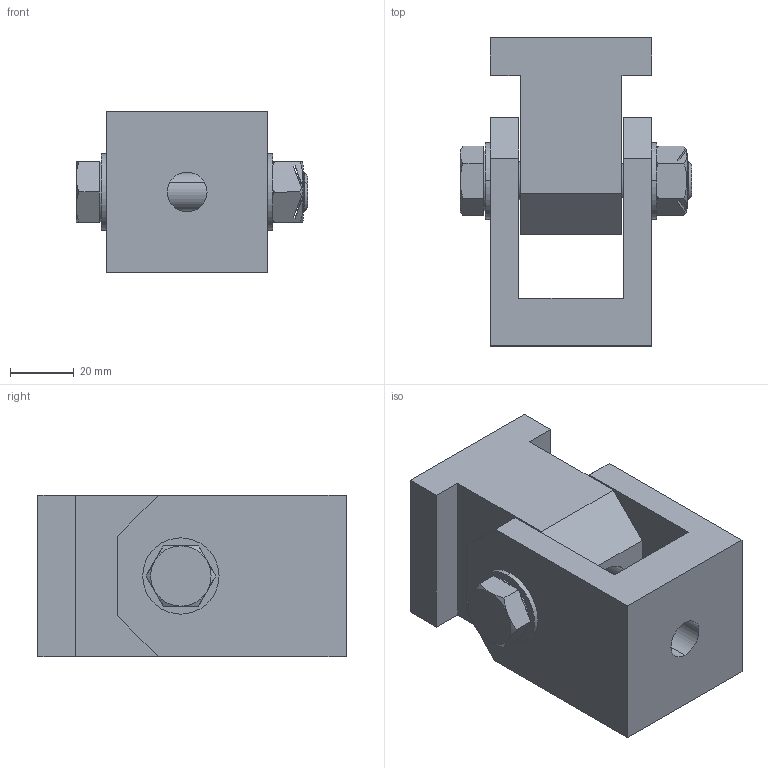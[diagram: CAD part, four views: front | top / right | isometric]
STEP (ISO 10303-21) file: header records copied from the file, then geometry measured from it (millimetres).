
FILE_DESCRIPTION (( 'STEP AP203' ), '1' );
FILE_NAME ('T57249.STEP', '2018-08-07T10:44:03', ( '' ), ( '' ), 'SwSTEP 2.0', 'SolidWorks 2016', '' );
FILE_SCHEMA (( 'CONFIG_CONTROL_DESIGN' ));
Length unit declared in the file: millimetre
Products named in the file (6): T57249; Hex Bolt_ISO 4016 - M12 x 65 x 30-WS; B Washer_Bright washer BS 4320 - M12 (Form B); TH1263; Binx Nut_M12 YELL; TH1264
Assembly tree (6 placements, depth 2):
  T57249
    TH1263
    TH1264
    Hex Bolt_ISO 4016 - M12 x 65 x 30-WS
    B Washer_Bright washer BS 4320 - M12 (Form B)  x2
    Binx Nut_M12 YELL
Bounding box: 72.95 x 97 x 50.8 mm (x, y, z)
Volume: 185433.4 mm3; surface area: 47098.2 mm2
Topology: 6 solids, 6 shells, 219 faces, 566 edges, 360 vertices
Faces by surface type: cone 80, cylinder 67, plane 61, torus 11
Entity records: 7634 total; most frequent: CARTESIAN_POINT 1622, DIRECTION 1191, ORIENTED_EDGE 1108, EDGE_CURVE 554, AXIS2_PLACEMENT_3D 469, VERTEX_POINT 352, VECTOR 253, LINE 253
